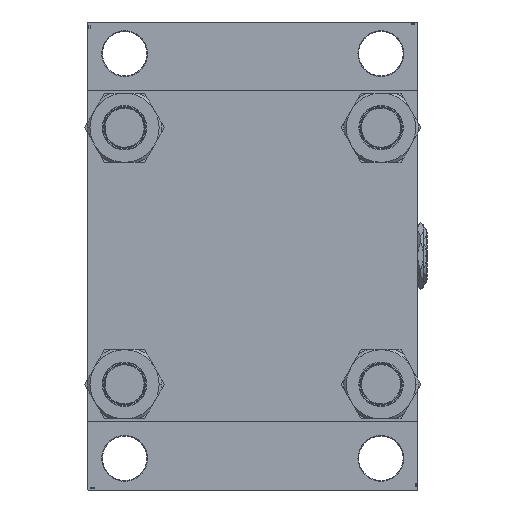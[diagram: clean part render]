
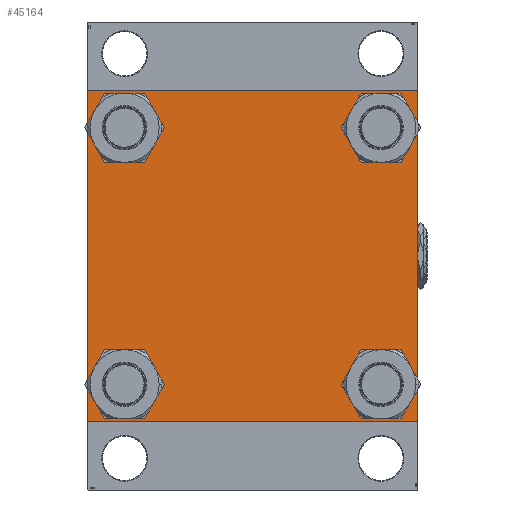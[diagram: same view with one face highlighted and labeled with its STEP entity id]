
A CAD part, left-side view. The second image highlights one B-rep face of the part: STEP entity #45164.
In plain terms, the highlighted planar face has unit normal (-1, 0, 0).
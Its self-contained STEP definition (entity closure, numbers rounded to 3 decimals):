
#380 = EDGE_CURVE ( 'NONE', #23874, #46919, #47550, .T. ) ;
#791 = VERTEX_POINT ( 'NONE', #26152 ) ;
#1388 = EDGE_LOOP ( 'NONE', ( #22175, #25472 ) ) ;
#1483 = DIRECTION ( 'NONE',  ( 0., 0., 1. ) ) ;
#1823 = DIRECTION ( 'NONE',  ( 0., 0., 1. ) ) ;
#2494 = DIRECTION ( 'NONE',  ( 0., 0.707, -0.707 ) ) ;
#2496 = CARTESIAN_POINT ( 'NONE',  ( 0., 122.5, 122.5 ) ) ;
#2550 = DIRECTION ( 'NONE',  ( 0., 0., 1. ) ) ;
#3385 = VERTEX_POINT ( 'NONE', #17373 ) ;
#3415 = DIRECTION ( 'NONE',  ( 0., 0., 1. ) ) ;
#3932 = DIRECTION ( 'NONE',  ( 0., 0., -1. ) ) ;
#4868 = CIRCLE ( 'NONE', #44288, 15.5 ) ;
#5175 = VERTEX_POINT ( 'NONE', #37518 ) ;
#5200 = ORIENTED_EDGE ( 'NONE', *, *, #37697, .T. ) ;
#5211 = AXIS2_PLACEMENT_3D ( 'NONE', #28796, #28303, #1823 ) ;
#5318 = VECTOR ( 'NONE', #15102, 1000. ) ;
#7100 = EDGE_CURVE ( 'NONE', #43014, #19086, #10551, .T. ) ;
#7235 = ORIENTED_EDGE ( 'NONE', *, *, #7591, .T. ) ;
#7591 = EDGE_CURVE ( 'NONE', #26920, #37932, #27124, .T. ) ;
#7640 = CIRCLE ( 'NONE', #26141, 15.5 ) ;
#8034 = CARTESIAN_POINT ( 'NONE',  ( 0., 95.1, 95.1 ) ) ;
#8550 = CARTESIAN_POINT ( 'NONE',  ( 0., -122., 122.5 ) ) ;
#9050 = EDGE_CURVE ( 'NONE', #3385, #25037, #7640, .T. ) ;
#9071 = CARTESIAN_POINT ( 'NONE',  ( 0., -95.1, -95.1 ) ) ;
#9372 = ORIENTED_EDGE ( 'NONE', *, *, #35184, .T. ) ;
#9857 = CARTESIAN_POINT ( 'NONE',  ( 0., 95.1, 95.1 ) ) ;
#10102 = EDGE_CURVE ( 'NONE', #5175, #37932, #23324, .T. ) ;
#10257 = ORIENTED_EDGE ( 'NONE', *, *, #380, .T. ) ;
#10305 = DIRECTION ( 'NONE',  ( 0., -1., 0. ) ) ;
#10437 = ORIENTED_EDGE ( 'NONE', *, *, #20256, .T. ) ;
#10551 = LINE ( 'NONE', #2496, #39757 ) ;
#10669 = CARTESIAN_POINT ( 'NONE',  ( 0., 122.25, -122.25 ) ) ;
#11252 = EDGE_CURVE ( 'NONE', #48053, #43438, #29842, .T. ) ;
#11986 = DIRECTION ( 'NONE',  ( 0., -0.707, 0.707 ) ) ;
#12140 = AXIS2_PLACEMENT_3D ( 'NONE', #9071, #24955, #13113 ) ;
#12429 = CIRCLE ( 'NONE', #5211, 15.5 ) ;
#13113 = DIRECTION ( 'NONE',  ( 0., 0., 1. ) ) ;
#13192 = CARTESIAN_POINT ( 'NONE',  ( 0., 95.1, -110.6 ) ) ;
#13741 = VERTEX_POINT ( 'NONE', #43168 ) ;
#14598 = DIRECTION ( 'NONE',  ( 0., 0., 1. ) ) ;
#14886 = AXIS2_PLACEMENT_3D ( 'NONE', #8034, #38290, #14598 ) ;
#15102 = DIRECTION ( 'NONE',  ( 0., 0., -1. ) ) ;
#15630 = VECTOR ( 'NONE', #41917, 1000. ) ;
#16002 = CARTESIAN_POINT ( 'NONE',  ( 0., 122., -122.5 ) ) ;
#17373 = CARTESIAN_POINT ( 'NONE',  ( 0., 95.1, -79.6 ) ) ;
#17867 = LINE ( 'NONE', #49134, #5318 ) ;
#17916 = CARTESIAN_POINT ( 'NONE',  ( 0., 95.1, 110.6 ) ) ;
#18275 = PLANE ( 'NONE',  #28180 ) ;
#18285 = DIRECTION ( 'NONE',  ( 1., 0., 0. ) ) ;
#18309 = CIRCLE ( 'NONE', #48906, 15.5 ) ;
#18380 = LINE ( 'NONE', #29739, #31938 ) ;
#18913 = EDGE_CURVE ( 'NONE', #791, #18936, #18309, .T. ) ;
#18936 = VERTEX_POINT ( 'NONE', #17916 ) ;
#18979 = CIRCLE ( 'NONE', #21392, 15.5 ) ;
#19086 = VERTEX_POINT ( 'NONE', #8550 ) ;
#19277 = FACE_OUTER_BOUND ( 'NONE', #40658, .T. ) ;
#19831 = EDGE_LOOP ( 'NONE', ( #38972, #48282 ) ) ;
#19862 = DIRECTION ( 'NONE',  ( 1., 0., 0. ) ) ;
#20107 = CARTESIAN_POINT ( 'NONE',  ( 0., -95.1, 95.1 ) ) ;
#20256 = EDGE_CURVE ( 'NONE', #46919, #23874, #35233, .T. ) ;
#21076 = CARTESIAN_POINT ( 'NONE',  ( 0., -95.1, -110.6 ) ) ;
#21392 = AXIS2_PLACEMENT_3D ( 'NONE', #20107, #19862, #46599 ) ;
#21461 = DIRECTION ( 'NONE',  ( 1., 0., 0. ) ) ;
#21648 = LINE ( 'NONE', #37027, #31867 ) ;
#21872 = VERTEX_POINT ( 'NONE', #40367 ) ;
#22049 = ORIENTED_EDGE ( 'NONE', *, *, #32496, .T. ) ;
#22175 = ORIENTED_EDGE ( 'NONE', *, *, #32603, .T. ) ;
#23175 = DIRECTION ( 'NONE',  ( 0., -1., 0. ) ) ;
#23201 = VECTOR ( 'NONE', #23175, 1000. ) ;
#23324 = LINE ( 'NONE', #47011, #26178 ) ;
#23874 = VERTEX_POINT ( 'NONE', #27567 ) ;
#24955 = DIRECTION ( 'NONE',  ( 1., 0., 0. ) ) ;
#25037 = VERTEX_POINT ( 'NONE', #13192 ) ;
#25472 = ORIENTED_EDGE ( 'NONE', *, *, #45603, .T. ) ;
#26141 = AXIS2_PLACEMENT_3D ( 'NONE', #28148, #47555, #40479 ) ;
#26152 = CARTESIAN_POINT ( 'NONE',  ( 0., 95.1, 79.6 ) ) ;
#26178 = VECTOR ( 'NONE', #3932, 1000. ) ;
#26286 = VERTEX_POINT ( 'NONE', #38820 ) ;
#26361 = DIRECTION ( 'NONE',  ( 0., 0., 1. ) ) ;
#26920 = VERTEX_POINT ( 'NONE', #27836 ) ;
#27124 = LINE ( 'NONE', #38466, #42958 ) ;
#27567 = CARTESIAN_POINT ( 'NONE',  ( 0., -95.1, -79.6 ) ) ;
#27836 = CARTESIAN_POINT ( 'NONE',  ( 0., -122., -122.5 ) ) ;
#28148 = CARTESIAN_POINT ( 'NONE',  ( 0., 95.1, -95.1 ) ) ;
#28180 = AXIS2_PLACEMENT_3D ( 'NONE', #38184, #45253, #3415 ) ;
#28303 = DIRECTION ( 'NONE',  ( 1., 0., 0. ) ) ;
#28796 = CARTESIAN_POINT ( 'NONE',  ( 0., 95.1, -95.1 ) ) ;
#29739 = CARTESIAN_POINT ( 'NONE',  ( 0., -122.25, 122.25 ) ) ;
#29784 = EDGE_CURVE ( 'NONE', #25037, #3385, #12429, .T. ) ;
#29842 = LINE ( 'NONE', #10669, #15630 ) ;
#30395 = EDGE_CURVE ( 'NONE', #18936, #791, #34216, .T. ) ;
#31507 = DIRECTION ( 'NONE',  ( 1., 0., 0. ) ) ;
#31867 = VECTOR ( 'NONE', #2494, 1000. ) ;
#31938 = VECTOR ( 'NONE', #45104, 1000. ) ;
#32496 = EDGE_CURVE ( 'NONE', #21872, #48053, #17867, .T. ) ;
#32603 = EDGE_CURVE ( 'NONE', #13741, #26286, #18979, .T. ) ;
#34216 = CIRCLE ( 'NONE', #14886, 15.5 ) ;
#34952 = ORIENTED_EDGE ( 'NONE', *, *, #9050, .T. ) ;
#35184 = EDGE_CURVE ( 'NONE', #43014, #21872, #21648, .T. ) ;
#35220 = ORIENTED_EDGE ( 'NONE', *, *, #7100, .F. ) ;
#35233 = CIRCLE ( 'NONE', #46574, 15.5 ) ;
#35525 = CARTESIAN_POINT ( 'NONE',  ( 0., -95.1, 95.1 ) ) ;
#37027 = CARTESIAN_POINT ( 'NONE',  ( 0., 122.25, 122.25 ) ) ;
#37518 = CARTESIAN_POINT ( 'NONE',  ( 0., -122.5, 122. ) ) ;
#37697 = EDGE_CURVE ( 'NONE', #5175, #19086, #18380, .T. ) ;
#37932 = VERTEX_POINT ( 'NONE', #42928 ) ;
#38184 = CARTESIAN_POINT ( 'NONE',  ( 0., 0., 0. ) ) ;
#38290 = DIRECTION ( 'NONE',  ( 1., 0., 0. ) ) ;
#38466 = CARTESIAN_POINT ( 'NONE',  ( 0., -122.25, -122.25 ) ) ;
#38547 = CARTESIAN_POINT ( 'NONE',  ( 0., 122.5, -122.5 ) ) ;
#38820 = CARTESIAN_POINT ( 'NONE',  ( 0., -95.1, 79.6 ) ) ;
#38972 = ORIENTED_EDGE ( 'NONE', *, *, #30395, .T. ) ;
#39517 = ORIENTED_EDGE ( 'NONE', *, *, #11252, .T. ) ;
#39757 = VECTOR ( 'NONE', #10305, 1000. ) ;
#40065 = EDGE_CURVE ( 'NONE', #43438, #26920, #46369, .T. ) ;
#40181 = ORIENTED_EDGE ( 'NONE', *, *, #10102, .F. ) ;
#40218 = FACE_BOUND ( 'NONE', #49590, .T. ) ;
#40367 = CARTESIAN_POINT ( 'NONE',  ( 0., 122.5, 122. ) ) ;
#40479 = DIRECTION ( 'NONE',  ( 0., 0., 1. ) ) ;
#40658 = EDGE_LOOP ( 'NONE', ( #22049, #39517, #41930, #7235, #40181, #5200, #35220, #9372 ) ) ;
#40962 = EDGE_LOOP ( 'NONE', ( #34952, #42278 ) ) ;
#41917 = DIRECTION ( 'NONE',  ( 0., -0.707, -0.707 ) ) ;
#41930 = ORIENTED_EDGE ( 'NONE', *, *, #40065, .T. ) ;
#42278 = ORIENTED_EDGE ( 'NONE', *, *, #29784, .T. ) ;
#42928 = CARTESIAN_POINT ( 'NONE',  ( 0., -122.5, -122. ) ) ;
#42958 = VECTOR ( 'NONE', #11986, 1000. ) ;
#43014 = VERTEX_POINT ( 'NONE', #48872 ) ;
#43065 = CARTESIAN_POINT ( 'NONE',  ( 0., 122.5, -122. ) ) ;
#43168 = CARTESIAN_POINT ( 'NONE',  ( 0., -95.1, 110.6 ) ) ;
#43438 = VERTEX_POINT ( 'NONE', #16002 ) ;
#43993 = FACE_BOUND ( 'NONE', #1388, .T. ) ;
#44288 = AXIS2_PLACEMENT_3D ( 'NONE', #35525, #31507, #1483 ) ;
#45104 = DIRECTION ( 'NONE',  ( 0., 0.707, 0.707 ) ) ;
#45164 = ADVANCED_FACE ( 'NONE', ( #43993, #40218, #49542, #45762, #19277 ), #18275, .T. ) ;
#45253 = DIRECTION ( 'NONE',  ( -1., 0., 0. ) ) ;
#45603 = EDGE_CURVE ( 'NONE', #26286, #13741, #4868, .T. ) ;
#45762 = FACE_BOUND ( 'NONE', #19831, .T. ) ;
#46369 = LINE ( 'NONE', #38547, #23201 ) ;
#46574 = AXIS2_PLACEMENT_3D ( 'NONE', #46696, #18285, #26361 ) ;
#46599 = DIRECTION ( 'NONE',  ( 0., 0., 1. ) ) ;
#46696 = CARTESIAN_POINT ( 'NONE',  ( 0., -95.1, -95.1 ) ) ;
#46919 = VERTEX_POINT ( 'NONE', #21076 ) ;
#47011 = CARTESIAN_POINT ( 'NONE',  ( 0., -122.5, 122.5 ) ) ;
#47550 = CIRCLE ( 'NONE', #12140, 15.5 ) ;
#47555 = DIRECTION ( 'NONE',  ( 1., 0., 0. ) ) ;
#48053 = VERTEX_POINT ( 'NONE', #43065 ) ;
#48282 = ORIENTED_EDGE ( 'NONE', *, *, #18913, .T. ) ;
#48872 = CARTESIAN_POINT ( 'NONE',  ( 0., 122., 122.5 ) ) ;
#48906 = AXIS2_PLACEMENT_3D ( 'NONE', #9857, #21461, #2550 ) ;
#49134 = CARTESIAN_POINT ( 'NONE',  ( 0., 122.5, 122.5 ) ) ;
#49542 = FACE_BOUND ( 'NONE', #40962, .T. ) ;
#49590 = EDGE_LOOP ( 'NONE', ( #10257, #10437 ) ) ;
